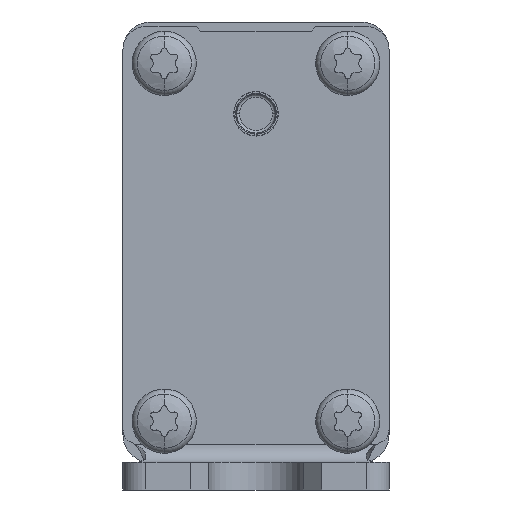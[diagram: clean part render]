
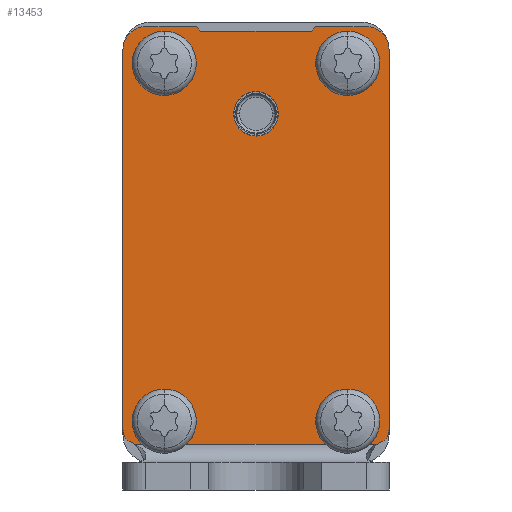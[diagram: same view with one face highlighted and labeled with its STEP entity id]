
A CAD part, front view. The second image highlights one B-rep face of the part: STEP entity #13453.
In plain terms, the highlighted face is planar.
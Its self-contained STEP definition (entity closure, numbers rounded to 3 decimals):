
#12546=CARTESIAN_POINT('',(-14.5,0.,3.));
#12547=DIRECTION('',(0.,0.,1.));
#12548=DIRECTION('',(0.516,0.857,0.));
#12549=AXIS2_PLACEMENT_3D('',#12546,#12547,#12548);
#12551=CARTESIAN_POINT('',(-13.,3.708,3.));
#12552=DIRECTION('',(0.,0.,-1.));
#12553=DIRECTION('',(-0.375,-0.927,0.));
#12554=AXIS2_PLACEMENT_3D('',#12551,#12552,#12553);
#12556=DIRECTION('',(0.,1.,0.));
#12557=VECTOR('',#12556,41.434);
#12558=CARTESIAN_POINT('',(-14.5,3.708,3.));
#12559=LINE('',#12558,#12557);
#12560=CARTESIAN_POINT('',(-12.,45.142,3.));
#12561=DIRECTION('',(0.,0.,-1.));
#12562=DIRECTION('',(-1.,0.,0.));
#12563=AXIS2_PLACEMENT_3D('',#12560,#12561,#12562);
#12565=DIRECTION('',(1.,0.,0.));
#12566=VECTOR('',#12565,5.5);
#12567=CARTESIAN_POINT('',(-12.,47.642,3.));
#12568=LINE('',#12567,#12566);
#12569=DIRECTION('',(0.707,-0.707,0.));
#12570=VECTOR('',#12569,0.707);
#12571=CARTESIAN_POINT('',(-6.5,47.642,3.));
#12572=LINE('',#12571,#12570);
#12573=DIRECTION('',(1.,0.,0.));
#12574=VECTOR('',#12573,12.);
#12575=CARTESIAN_POINT('',(-6.,47.142,3.));
#12576=LINE('',#12575,#12574);
#12577=DIRECTION('',(0.707,0.707,0.));
#12578=VECTOR('',#12577,0.707);
#12579=CARTESIAN_POINT('',(6.,47.142,3.));
#12580=LINE('',#12579,#12578);
#12581=DIRECTION('',(1.,0.,0.));
#12582=VECTOR('',#12581,5.5);
#12583=CARTESIAN_POINT('',(6.5,47.642,3.));
#12584=LINE('',#12583,#12582);
#12585=CARTESIAN_POINT('',(12.,45.142,3.));
#12586=DIRECTION('',(0.,0.,-1.));
#12587=DIRECTION('',(0.,1.,0.));
#12588=AXIS2_PLACEMENT_3D('',#12585,#12586,#12587);
#12590=DIRECTION('',(0.,-1.,0.));
#12591=VECTOR('',#12590,41.434);
#12592=CARTESIAN_POINT('',(14.5,45.142,3.));
#12593=LINE('',#12592,#12591);
#12594=CARTESIAN_POINT('',(13.,3.708,3.));
#12595=DIRECTION('',(0.,0.,-1.));
#12596=DIRECTION('',(1.,0.,0.));
#12597=AXIS2_PLACEMENT_3D('',#12594,#12595,#12596);
#12599=CARTESIAN_POINT('',(14.5,0.,3.));
#12600=DIRECTION('',(0.,0.,1.));
#12601=DIRECTION('',(-0.375,0.927,0.));
#12602=AXIS2_PLACEMENT_3D('',#12599,#12600,#12601);
#12604=CARTESIAN_POINT('',(10.,43.642,3.));
#12605=DIRECTION('',(0.,0.,1.));
#12606=DIRECTION('',(0.,-1.,0.));
#12607=AXIS2_PLACEMENT_3D('',#12604,#12605,#12606);
#12609=CARTESIAN_POINT('',(10.,43.642,3.));
#12610=DIRECTION('',(0.,0.,1.));
#12611=DIRECTION('',(0.,1.,0.));
#12612=AXIS2_PLACEMENT_3D('',#12609,#12610,#12611);
#12614=CARTESIAN_POINT('',(10.,4.642,3.));
#12615=DIRECTION('',(0.,0.,1.));
#12616=DIRECTION('',(0.,-1.,0.));
#12617=AXIS2_PLACEMENT_3D('',#12614,#12615,#12616);
#12619=CARTESIAN_POINT('',(10.,4.642,3.));
#12620=DIRECTION('',(0.,0.,1.));
#12621=DIRECTION('',(0.,1.,0.));
#12622=AXIS2_PLACEMENT_3D('',#12619,#12620,#12621);
#12624=CARTESIAN_POINT('',(-10.,4.642,3.));
#12625=DIRECTION('',(0.,0.,1.));
#12626=DIRECTION('',(0.,-1.,0.));
#12627=AXIS2_PLACEMENT_3D('',#12624,#12625,#12626);
#12629=CARTESIAN_POINT('',(-10.,4.642,3.));
#12630=DIRECTION('',(0.,0.,1.));
#12631=DIRECTION('',(0.,1.,0.));
#12632=AXIS2_PLACEMENT_3D('',#12629,#12630,#12631);
#12634=CARTESIAN_POINT('',(-10.,43.642,3.));
#12635=DIRECTION('',(0.,0.,1.));
#12636=DIRECTION('',(0.,-1.,0.));
#12637=AXIS2_PLACEMENT_3D('',#12634,#12635,#12636);
#12639=CARTESIAN_POINT('',(-10.,43.642,3.));
#12640=DIRECTION('',(0.,0.,1.));
#12641=DIRECTION('',(0.,1.,0.));
#12642=AXIS2_PLACEMENT_3D('',#12639,#12640,#12641);
#12644=CARTESIAN_POINT('',(0.,38.142,3.));
#12645=DIRECTION('',(0.,0.,1.));
#12646=DIRECTION('',(0.,-1.,0.));
#12647=AXIS2_PLACEMENT_3D('',#12644,#12645,#12646);
#12649=CARTESIAN_POINT('',(0.,38.142,3.));
#12650=DIRECTION('',(0.,0.,1.));
#12651=DIRECTION('',(0.,1.,0.));
#12652=AXIS2_PLACEMENT_3D('',#12649,#12650,#12651);
#12690=DIRECTION('',(1.,0.,0.));
#12691=VECTOR('',#12690,26.42);
#12692=CARTESIAN_POINT('',(-13.21,2.142,3.));
#12693=LINE('',#12692,#12691);
#13218=CARTESIAN_POINT('',(-13.21,2.142,3.));
#13219=CARTESIAN_POINT('',(13.21,2.142,3.));
#13220=VERTEX_POINT('',#13218);
#13221=VERTEX_POINT('',#13219);
#13222=CARTESIAN_POINT('',(-13.563,2.318,3.));
#13223=VERTEX_POINT('',#13222);
#13224=CARTESIAN_POINT('',(-14.5,3.708,3.));
#13225=VERTEX_POINT('',#13224);
#13226=CARTESIAN_POINT('',(-14.5,45.142,3.));
#13227=VERTEX_POINT('',#13226);
#13228=CARTESIAN_POINT('',(-12.,47.642,3.));
#13229=VERTEX_POINT('',#13228);
#13230=CARTESIAN_POINT('',(-6.5,47.642,3.));
#13231=VERTEX_POINT('',#13230);
#13232=CARTESIAN_POINT('',(-6.,47.142,3.));
#13233=VERTEX_POINT('',#13232);
#13234=CARTESIAN_POINT('',(6.,47.142,3.));
#13235=VERTEX_POINT('',#13234);
#13236=CARTESIAN_POINT('',(6.5,47.642,3.));
#13237=VERTEX_POINT('',#13236);
#13238=CARTESIAN_POINT('',(12.,47.642,3.));
#13239=VERTEX_POINT('',#13238);
#13240=CARTESIAN_POINT('',(14.5,45.142,3.));
#13241=VERTEX_POINT('',#13240);
#13242=CARTESIAN_POINT('',(14.5,3.708,3.));
#13243=VERTEX_POINT('',#13242);
#13244=CARTESIAN_POINT('',(13.563,2.318,3.));
#13245=VERTEX_POINT('',#13244);
#13246=CARTESIAN_POINT('',(10.,41.642,3.));
#13247=CARTESIAN_POINT('',(10.,45.642,3.));
#13248=VERTEX_POINT('',#13246);
#13249=VERTEX_POINT('',#13247);
#13250=CARTESIAN_POINT('',(10.,2.642,3.));
#13251=CARTESIAN_POINT('',(10.,6.642,3.));
#13252=VERTEX_POINT('',#13250);
#13253=VERTEX_POINT('',#13251);
#13254=CARTESIAN_POINT('',(-10.,2.642,3.));
#13255=CARTESIAN_POINT('',(-10.,6.642,3.));
#13256=VERTEX_POINT('',#13254);
#13257=VERTEX_POINT('',#13255);
#13258=CARTESIAN_POINT('',(-10.,41.642,3.));
#13259=CARTESIAN_POINT('',(-10.,45.642,3.));
#13260=VERTEX_POINT('',#13258);
#13261=VERTEX_POINT('',#13259);
#13262=CARTESIAN_POINT('',(0.,35.742,3.));
#13263=CARTESIAN_POINT('',(0.,40.542,3.));
#13264=VERTEX_POINT('',#13262);
#13265=VERTEX_POINT('',#13263);
#13388=CARTESIAN_POINT('',(0.,0.,3.));
#13389=DIRECTION('',(0.,0.,1.));
#13390=DIRECTION('',(1.,0.,0.));
#13391=AXIS2_PLACEMENT_3D('',#13388,#13389,#13390);
#13392=PLANE('',#13391);
#13394=ORIENTED_EDGE('',*,*,#13393,.F.);
#13396=ORIENTED_EDGE('',*,*,#13395,.T.);
#13398=ORIENTED_EDGE('',*,*,#13397,.T.);
#13400=ORIENTED_EDGE('',*,*,#13399,.T.);
#13402=ORIENTED_EDGE('',*,*,#13401,.T.);
#13404=ORIENTED_EDGE('',*,*,#13403,.T.);
#13406=ORIENTED_EDGE('',*,*,#13405,.T.);
#13408=ORIENTED_EDGE('',*,*,#13407,.T.);
#13410=ORIENTED_EDGE('',*,*,#13409,.T.);
#13412=ORIENTED_EDGE('',*,*,#13411,.T.);
#13414=ORIENTED_EDGE('',*,*,#13413,.T.);
#13416=ORIENTED_EDGE('',*,*,#13415,.T.);
#13418=ORIENTED_EDGE('',*,*,#13417,.T.);
#13420=ORIENTED_EDGE('',*,*,#13419,.T.);
#13421=EDGE_LOOP('',(#13394,#13396,#13398,#13400,#13402,#13404,#13406,#13408,
#13410,#13412,#13414,#13416,#13418,#13420));
#13422=FACE_OUTER_BOUND('',#13421,.F.);
#13424=ORIENTED_EDGE('',*,*,#13423,.T.);
#13426=ORIENTED_EDGE('',*,*,#13425,.T.);
#13427=EDGE_LOOP('',(#13424,#13426));
#13428=FACE_BOUND('',#13427,.F.);
#13430=ORIENTED_EDGE('',*,*,#13429,.T.);
#13432=ORIENTED_EDGE('',*,*,#13431,.T.);
#13433=EDGE_LOOP('',(#13430,#13432));
#13434=FACE_BOUND('',#13433,.F.);
#13436=ORIENTED_EDGE('',*,*,#13435,.T.);
#13438=ORIENTED_EDGE('',*,*,#13437,.T.);
#13439=EDGE_LOOP('',(#13436,#13438));
#13440=FACE_BOUND('',#13439,.F.);
#13442=ORIENTED_EDGE('',*,*,#13441,.T.);
#13444=ORIENTED_EDGE('',*,*,#13443,.T.);
#13445=EDGE_LOOP('',(#13442,#13444));
#13446=FACE_BOUND('',#13445,.F.);
#13448=ORIENTED_EDGE('',*,*,#13447,.T.);
#13450=ORIENTED_EDGE('',*,*,#13449,.T.);
#13451=EDGE_LOOP('',(#13448,#13450));
#13452=FACE_BOUND('',#13451,.F.);
#12550=CIRCLE('',#12549,2.5);
#12555=CIRCLE('',#12554,1.5);
#12564=CIRCLE('',#12563,2.5);
#12589=CIRCLE('',#12588,2.5);
#12598=CIRCLE('',#12597,1.5);
#12603=CIRCLE('',#12602,2.5);
#12608=CIRCLE('',#12607,2.);
#12613=CIRCLE('',#12612,2.);
#12618=CIRCLE('',#12617,2.);
#12623=CIRCLE('',#12622,2.);
#12628=CIRCLE('',#12627,2.);
#12633=CIRCLE('',#12632,2.);
#12638=CIRCLE('',#12637,2.);
#12643=CIRCLE('',#12642,2.);
#12648=CIRCLE('',#12647,2.4);
#12653=CIRCLE('',#12652,2.4);
#13393=EDGE_CURVE('',#13220,#13221,#12693,.T.);
#13395=EDGE_CURVE('',#13220,#13223,#12550,.T.);
#13397=EDGE_CURVE('',#13223,#13225,#12555,.T.);
#13399=EDGE_CURVE('',#13225,#13227,#12559,.T.);
#13401=EDGE_CURVE('',#13227,#13229,#12564,.T.);
#13403=EDGE_CURVE('',#13229,#13231,#12568,.T.);
#13405=EDGE_CURVE('',#13231,#13233,#12572,.T.);
#13407=EDGE_CURVE('',#13233,#13235,#12576,.T.);
#13409=EDGE_CURVE('',#13235,#13237,#12580,.T.);
#13411=EDGE_CURVE('',#13237,#13239,#12584,.T.);
#13413=EDGE_CURVE('',#13239,#13241,#12589,.T.);
#13415=EDGE_CURVE('',#13241,#13243,#12593,.T.);
#13417=EDGE_CURVE('',#13243,#13245,#12598,.T.);
#13419=EDGE_CURVE('',#13245,#13221,#12603,.T.);
#13423=EDGE_CURVE('',#13248,#13249,#12608,.T.);
#13425=EDGE_CURVE('',#13249,#13248,#12613,.T.);
#13429=EDGE_CURVE('',#13252,#13253,#12618,.T.);
#13431=EDGE_CURVE('',#13253,#13252,#12623,.T.);
#13435=EDGE_CURVE('',#13256,#13257,#12628,.T.);
#13437=EDGE_CURVE('',#13257,#13256,#12633,.T.);
#13441=EDGE_CURVE('',#13260,#13261,#12638,.T.);
#13443=EDGE_CURVE('',#13261,#13260,#12643,.T.);
#13447=EDGE_CURVE('',#13264,#13265,#12648,.T.);
#13449=EDGE_CURVE('',#13265,#13264,#12653,.T.);
#13453=ADVANCED_FACE('',(#13422,#13428,#13434,#13440,#13446,#13452),#13392,.T.);
